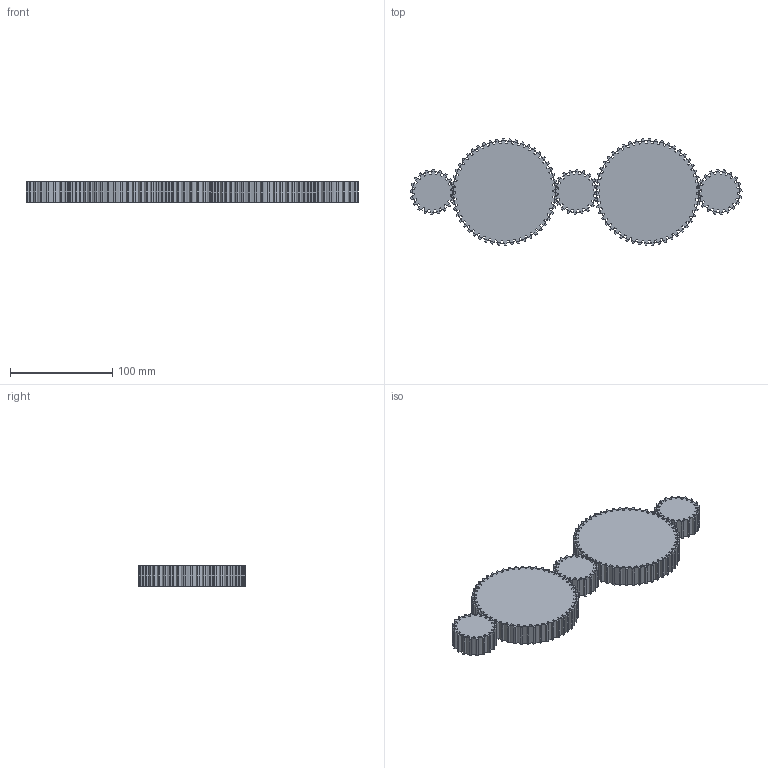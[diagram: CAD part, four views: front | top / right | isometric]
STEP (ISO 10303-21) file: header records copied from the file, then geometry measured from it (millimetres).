
FILE_DESCRIPTION(/* description */ (''),/* implementation_level */ '2;1');
FILE_NAME(/* name */ 'Ensamblaje_Engranes.stp',/* time_stamp */ '2021-02-04T10:14:48-06:00',/* author */ ('rotje'),/* organization */ (''),/* preprocessor_version */ 'ST-DEVELOPER v16.13',/* originating_system */ 'Autodesk Inventor 2018',/* authorisation */ '');
FILE_SCHEMA (('AUTOMOTIVE_DESIGN { 1 0 10303 214 3 1 1 }'));
Length unit declared in the file: millimetre
Products named in the file (5): Ensamblaje_Engranes; Engranajes rectos; Engranaje recto2; Engranajes rectos_1; Engranaje recto1
Assembly tree (7 placements, depth 3):
  Ensamblaje_Engranes
    Engranajes rectos_1  x3
      Engranaje recto1
    Engranajes rectos  x2
      Engranaje recto2
Bounding box: 323.98 x 104 x 20 mm (x, y, z)
Volume: 387300.4 mm3; surface area: 99349.8 mm2
Topology: 5 solids, 10 shells, 655 faces, 1940 edges, 1295 vertices
Faces by surface type: cylinder 645, plane 10
Full cylindrical faces by diameter (mm): 40 x3, 100 x2
Entity records: 10092 total; most frequent: DIRECTION 2004, CARTESIAN_POINT 1706, ORIENTED_EDGE 1684, AXIS2_PLACEMENT_3D 862, EDGE_CURVE 844, CIRCLE 564, VERTEX_POINT 564, EDGE_LOOP 288
